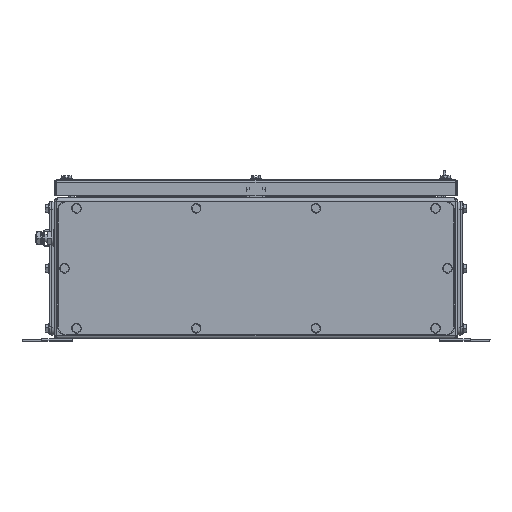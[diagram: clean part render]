
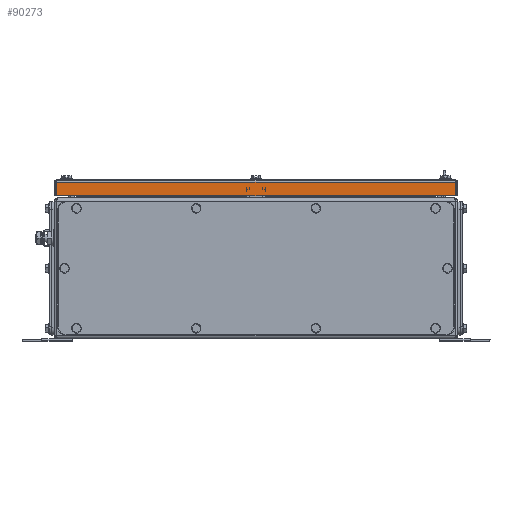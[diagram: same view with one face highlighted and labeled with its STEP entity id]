
A CAD part, front view. The second image highlights one B-rep face of the part: STEP entity #90273.
In plain terms, the highlighted planar face has unit normal (0, -1, 0).
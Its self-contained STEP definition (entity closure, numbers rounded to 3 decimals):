
#90246=AXIS2_PLACEMENT_3D('Plane Axis2P3D',#90243,#90244,#90245) ;
#89876=CARTESIAN_POINT('Vertex',(545.,11.5,200.5)) ;
#89883=CARTESIAN_POINT('Vertex',(44.,11.5,200.5)) ;
#89886=CARTESIAN_POINT('Line Origine',(294.5,11.5,200.5)) ;
#90243=CARTESIAN_POINT('Axis2P3D Location',(41.,11.5,183.5)) ;
#90248=CARTESIAN_POINT('Line Origine',(545.,11.5,192.)) ;
#90252=CARTESIAN_POINT('Vertex',(545.,11.5,183.5)) ;
#90255=CARTESIAN_POINT('Line Origine',(44.,11.5,192.)) ;
#90259=CARTESIAN_POINT('Vertex',(44.,11.5,183.5)) ;
#90262=CARTESIAN_POINT('Line Origine',(294.5,11.5,183.5)) ;
#89887=DIRECTION('Vector Direction',(-1.,0.,0.)) ;
#90244=DIRECTION('Axis2P3D Direction',(0.,-1.,0.)) ;
#90245=DIRECTION('Axis2P3D XDirection',(1.,0.,0.)) ;
#90249=DIRECTION('Vector Direction',(0.,0.,1.)) ;
#90256=DIRECTION('Vector Direction',(0.,0.,-1.)) ;
#90263=DIRECTION('Vector Direction',(1.,0.,0.)) ;
#89888=VECTOR('Line Direction',#89887,1.) ;
#90250=VECTOR('Line Direction',#90249,1.) ;
#90257=VECTOR('Line Direction',#90256,1.) ;
#90264=VECTOR('Line Direction',#90263,1.) ;
#90268=ORIENTED_EDGE('',*,*,#90254,.T.) ;
#90269=ORIENTED_EDGE('',*,*,#89890,.T.) ;
#90270=ORIENTED_EDGE('',*,*,#90261,.T.) ;
#90271=ORIENTED_EDGE('',*,*,#90266,.T.) ;
#90273=ADVANCED_FACE('Cover',(#90272),#90247,.T.) ;
#89890=EDGE_CURVE('',#89877,#89884,#89889,.T.) ;
#90254=EDGE_CURVE('',#90253,#89877,#90251,.T.) ;
#90261=EDGE_CURVE('',#89884,#90260,#90258,.T.) ;
#90266=EDGE_CURVE('',#90260,#90253,#90265,.T.) ;
#90267=EDGE_LOOP('',(#90268,#90269,#90270,#90271)) ;
#90272=FACE_OUTER_BOUND('',#90267,.T.) ;
#89889=LINE('Line',#89886,#89888) ;
#90251=LINE('Line',#90248,#90250) ;
#90258=LINE('Line',#90255,#90257) ;
#90265=LINE('Line',#90262,#90264) ;
#90247=PLANE('',#90246) ;
#89877=VERTEX_POINT('',#89876) ;
#89884=VERTEX_POINT('',#89883) ;
#90253=VERTEX_POINT('',#90252) ;
#90260=VERTEX_POINT('',#90259) ;
